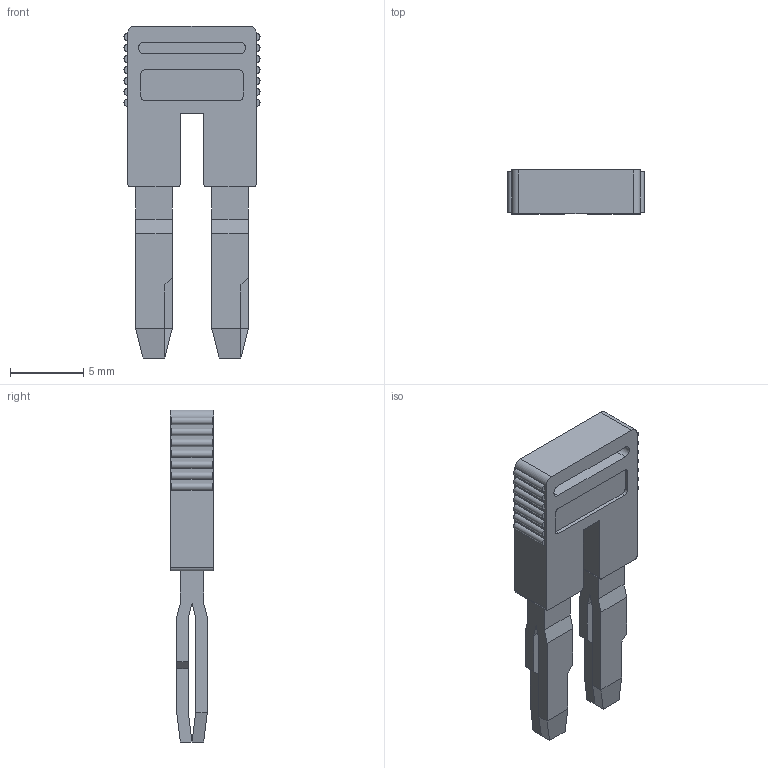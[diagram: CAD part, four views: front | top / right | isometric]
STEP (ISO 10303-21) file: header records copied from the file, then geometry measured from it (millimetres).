
FILE_DESCRIPTION((''),'2;1');
FILE_NAME('PRT0001','2017-08-18T',('Administrator'),(''),'PRO/ENGINEER BY PARAMETRIC TECHNOLOGY CORPORATION, 2008380','PRO/ENGINEER BY PARAMETRIC TECHNOLOGY CORPORATION, 2008380','');
FILE_SCHEMA(('CONFIG_CONTROL_DESIGN'));
Length unit declared in the file: millimetre
Products named in the file (1): PRT0001
Bounding box: 9.3 x 3 x 22.7 mm (x, y, z)
Volume: 334.7 mm3; surface area: 638 mm2
Topology: 1 solids, 1 shells, 132 faces, 328 edges, 212 vertices
Faces by surface type: plane 100, cylinder 32
Entity records: 3922 total; most frequent: CARTESIAN_POINT 672, DIRECTION 656, ORIENTED_EDGE 656, EDGE_CURVE 328, VECTOR 264, LINE 264, VERTEX_POINT 212, AXIS2_PLACEMENT_3D 196
